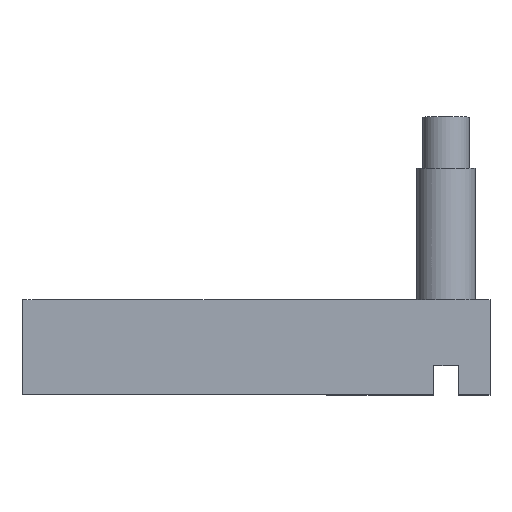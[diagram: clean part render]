
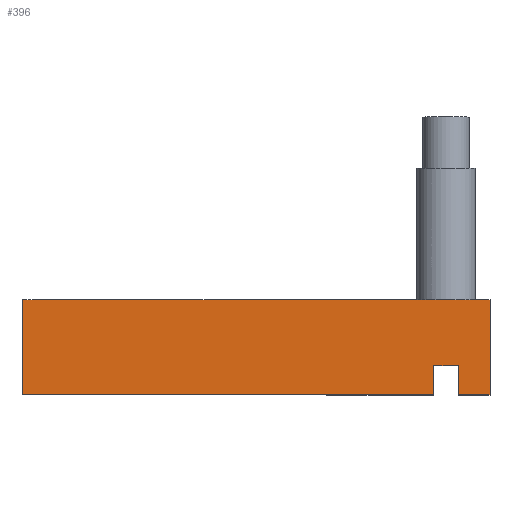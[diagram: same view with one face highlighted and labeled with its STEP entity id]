
A CAD part, top view. The second image highlights one B-rep face of the part: STEP entity #396.
In plain terms, the highlighted planar face has unit normal (0, 0, 1).
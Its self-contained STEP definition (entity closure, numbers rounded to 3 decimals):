
#29=PLANE('',#442);
#50=FACE_OUTER_BOUND('',#74,.T.);
#74=EDGE_LOOP('',(#337,#338,#339,#340,#341,#342,#343,#344));
#88=LINE('',#592,#131);
#91=LINE('',#598,#134);
#95=LINE('',#605,#138);
#96=LINE('',#608,#139);
#105=LINE('',#629,#148);
#115=LINE('',#651,#158);
#116=LINE('',#654,#159);
#117=LINE('',#655,#160);
#131=VECTOR('',#484,10.);
#134=VECTOR('',#489,10.);
#138=VECTOR('',#495,10.);
#139=VECTOR('',#498,10.);
#148=VECTOR('',#513,10.);
#158=VECTOR('',#535,10.);
#159=VECTOR('',#538,10.);
#160=VECTOR('',#539,10.);
#188=VERTEX_POINT('',#589);
#189=VERTEX_POINT('',#591);
#190=VERTEX_POINT('',#595);
#193=VERTEX_POINT('',#602);
#194=VERTEX_POINT('',#607);
#203=VERTEX_POINT('',#627);
#209=VERTEX_POINT('',#649);
#210=VERTEX_POINT('',#653);
#227=EDGE_CURVE('',#189,#188,#88,.T.);
#230=EDGE_CURVE('',#188,#190,#91,.T.);
#234=EDGE_CURVE('',#193,#189,#95,.T.);
#235=EDGE_CURVE('',#193,#194,#96,.T.);
#246=EDGE_CURVE('',#203,#190,#105,.T.);
#257=EDGE_CURVE('',#209,#194,#115,.T.);
#258=EDGE_CURVE('',#210,#203,#116,.T.);
#259=EDGE_CURVE('',#210,#209,#117,.T.);
#337=ORIENTED_EDGE('',*,*,#230,.T.);
#338=ORIENTED_EDGE('',*,*,#246,.F.);
#339=ORIENTED_EDGE('',*,*,#258,.F.);
#340=ORIENTED_EDGE('',*,*,#259,.T.);
#341=ORIENTED_EDGE('',*,*,#257,.T.);
#342=ORIENTED_EDGE('',*,*,#235,.F.);
#343=ORIENTED_EDGE('',*,*,#234,.T.);
#344=ORIENTED_EDGE('',*,*,#227,.T.);
#396=ADVANCED_FACE('',(#50),#29,.T.);
#442=AXIS2_PLACEMENT_3D('',#652,#536,#537);
#484=DIRECTION('',(1.,0.,0.));
#489=DIRECTION('',(0.,-1.,0.));
#495=DIRECTION('',(0.,1.,0.));
#498=DIRECTION('',(-1.,0.,0.));
#513=DIRECTION('',(-1.,0.,0.));
#535=DIRECTION('',(0.,-1.,0.));
#536=DIRECTION('center_axis',(0.,0.,1.));
#537=DIRECTION('ref_axis',(-1.,0.,0.));
#538=DIRECTION('',(0.,-1.,0.));
#539=DIRECTION('',(-1.,0.,0.));
#589=CARTESIAN_POINT('',(130.197,102.5,21.));
#591=CARTESIAN_POINT('',(128.497,102.5,21.));
#592=CARTESIAN_POINT('',(130.847,102.5,21.));
#595=CARTESIAN_POINT('',(130.197,100.5,21.));
#598=CARTESIAN_POINT('',(130.197,103.75,21.));
#602=CARTESIAN_POINT('',(128.497,100.5,21.));
#605=CARTESIAN_POINT('',(128.497,103.75,21.));
#607=CARTESIAN_POINT('',(100.347,100.5,21.));
#608=CARTESIAN_POINT('',(132.347,100.5,21.));
#627=CARTESIAN_POINT('',(132.347,100.5,21.));
#629=CARTESIAN_POINT('',(132.347,100.5,21.));
#649=CARTESIAN_POINT('',(100.347,107.,21.));
#651=CARTESIAN_POINT('',(100.347,107.,21.));
#652=CARTESIAN_POINT('Origin',(132.347,107.,21.));
#653=CARTESIAN_POINT('',(132.347,107.,21.));
#654=CARTESIAN_POINT('',(132.347,107.,21.));
#655=CARTESIAN_POINT('',(132.347,107.,21.));
